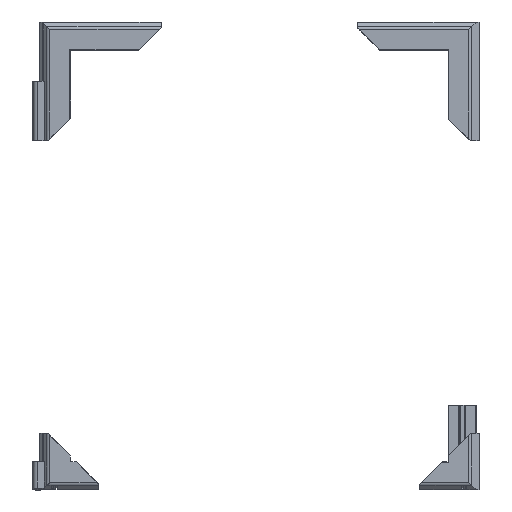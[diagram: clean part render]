
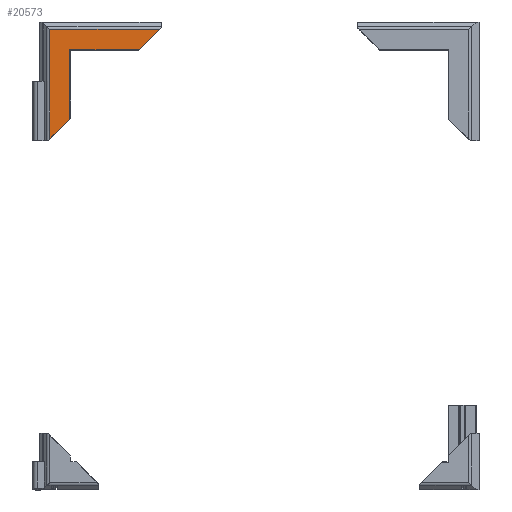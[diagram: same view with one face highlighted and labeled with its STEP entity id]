
A CAD part, front view. The second image highlights one B-rep face of the part: STEP entity #20573.
In plain terms, the highlighted planar face has unit normal (0, -1, 0).
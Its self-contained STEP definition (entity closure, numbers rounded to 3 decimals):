
#749=PLANE('',#21776);
#1771=FACE_OUTER_BOUND('',#2884,.T.);
#2884=EDGE_LOOP('',(#17423,#17424,#17425,#17426,#17427,#17428));
#4740=LINE('',#32709,#7134);
#4741=LINE('',#32715,#7135);
#4765=LINE('',#32773,#7159);
#4773=LINE('',#32795,#7167);
#4774=LINE('',#32798,#7168);
#4776=LINE('',#32803,#7170);
#7134=VECTOR('',#25095,10.);
#7135=VECTOR('',#25102,10.);
#7159=VECTOR('',#25142,10.);
#7167=VECTOR('',#25166,10.);
#7168=VECTOR('',#25169,10.);
#7170=VECTOR('',#25175,10.);
#9881=VERTEX_POINT('',#32706);
#9882=VERTEX_POINT('',#32708);
#9884=VERTEX_POINT('',#32714);
#9910=VERTEX_POINT('',#32771);
#9916=VERTEX_POINT('',#32793);
#9917=VERTEX_POINT('',#32797);
#12505=EDGE_CURVE('',#9882,#9881,#4740,.T.);
#12508=EDGE_CURVE('',#9881,#9884,#4741,.T.);
#12538=EDGE_CURVE('',#9910,#9884,#4765,.T.);
#12549=EDGE_CURVE('',#9910,#9916,#4773,.T.);
#12550=EDGE_CURVE('',#9916,#9917,#4774,.T.);
#12553=EDGE_CURVE('',#9882,#9917,#4776,.T.);
#17423=ORIENTED_EDGE('',*,*,#12505,.T.);
#17424=ORIENTED_EDGE('',*,*,#12508,.T.);
#17425=ORIENTED_EDGE('',*,*,#12538,.F.);
#17426=ORIENTED_EDGE('',*,*,#12549,.T.);
#17427=ORIENTED_EDGE('',*,*,#12550,.T.);
#17428=ORIENTED_EDGE('',*,*,#12553,.F.);
#20573=ADVANCED_FACE('',(#1771),#749,.F.);
#21776=AXIS2_PLACEMENT_3D('',#32802,#25173,#25174);
#25095=DIRECTION('',(-1.,0.,0.));
#25102=DIRECTION('',(0.,0.,-1.));
#25142=DIRECTION('',(-0.707,0.,-0.707));
#25166=DIRECTION('',(0.,0.,1.));
#25169=DIRECTION('',(1.,0.,0.));
#25173=DIRECTION('center_axis',(0.,1.,0.));
#25174=DIRECTION('ref_axis',(-1.,0.,0.));
#25175=DIRECTION('',(-0.707,0.,-0.707));
#32706=CARTESIAN_POINT('',(-218.621,-228.55,144.121));
#32708=CARTESIAN_POINT('',(-160.379,-228.55,144.121));
#32709=CARTESIAN_POINT('',(-1.525,-228.55,144.121));
#32714=CARTESIAN_POINT('',(-218.621,-228.55,85.879));
#32715=CARTESIAN_POINT('',(-218.621,-228.55,-100.));
#32771=CARTESIAN_POINT('',(-207.9,-228.55,96.6));
#32773=CARTESIAN_POINT('',(-179.763,-228.55,124.737));
#32793=CARTESIAN_POINT('',(-207.9,-228.55,133.4));
#32795=CARTESIAN_POINT('',(-207.9,-228.55,-100.));
#32797=CARTESIAN_POINT('',(-171.1,-228.55,133.4));
#32798=CARTESIAN_POINT('',(-125.525,-228.55,133.4));
#32802=CARTESIAN_POINT('Origin',(4.45,-228.55,-100.));
#32803=CARTESIAN_POINT('',(-179.763,-228.55,124.737));
